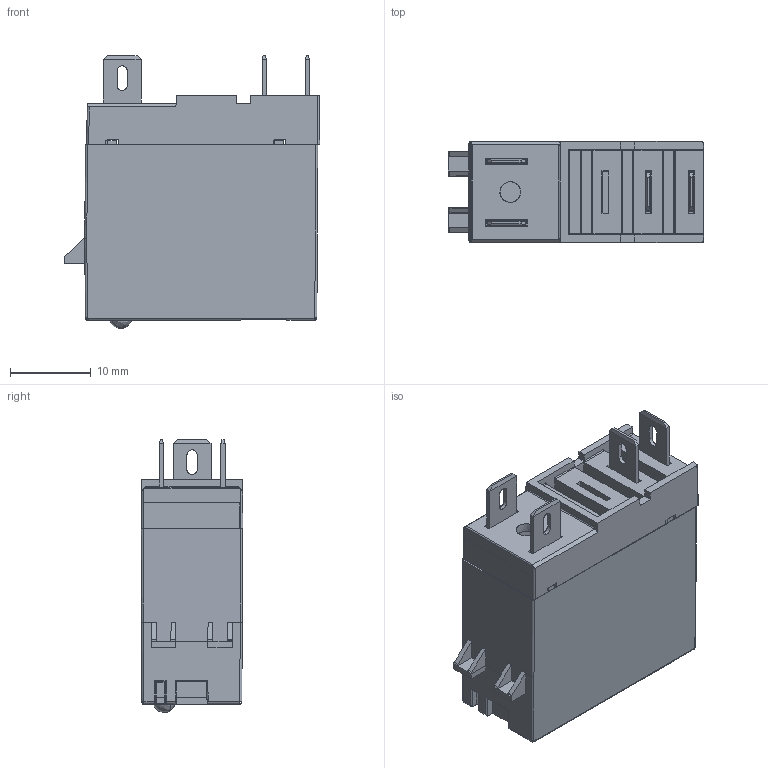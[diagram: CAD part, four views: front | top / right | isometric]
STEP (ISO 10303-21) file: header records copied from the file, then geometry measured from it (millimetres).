
FILE_DESCRIPTION (( 'STEP AP214' ), '1' );
FILE_NAME ('108802..STEP', '2016-09-01T16:10:06', ( '' ), ( '' ), 'SwSTEP 2.0', 'SolidWorks 2015', '' );
FILE_SCHEMA (( 'AUTOMOTIVE_DESIGN' ));
Length unit declared in the file: inch
Products named in the file (1): 108802.
Bounding box: 31.6 x 12.61 x 33.77 mm (x, y, z)
Surface area: 6487.5 mm2 (no closed solid volume)
Topology: 0 solids, 439 shells, 500 faces, 2536 edges, 2476 vertices
Faces by surface type: plane 335, cylinder 105, bspline 51, cone 9
Entity records: 34877 total; most frequent: CARTESIAN_POINT 10109, DIRECTION 3001, ORIENTED_EDGE 2691, EDGE_CURVE 2531, VERTEX_POINT 2478, LINE 1931, VECTOR 1931, AXIS2_PLACEMENT_3D 535
